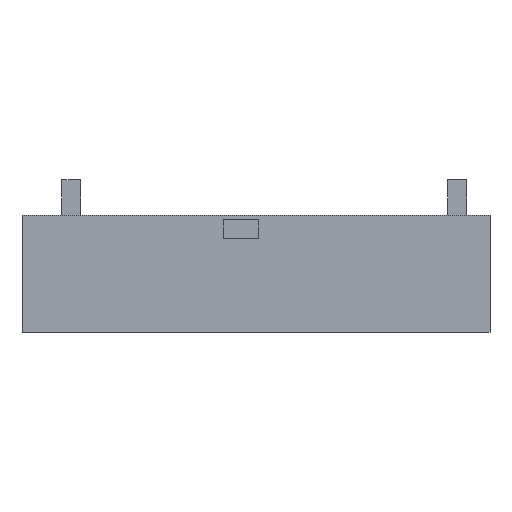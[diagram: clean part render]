
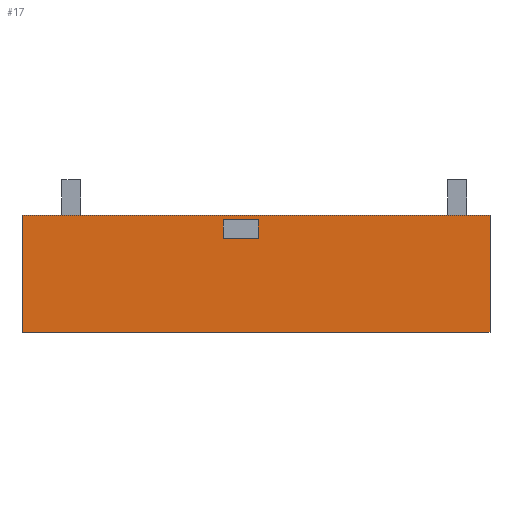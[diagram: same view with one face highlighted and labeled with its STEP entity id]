
A CAD part, left-side view. The second image highlights one B-rep face of the part: STEP entity #17.
In plain terms, the highlighted planar face has unit normal (-1, 0, 0).
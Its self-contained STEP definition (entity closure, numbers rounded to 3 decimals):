
#17 = ADVANCED_FACE('',(#18,#137),#32,.F.);
#18 = FACE_BOUND('',#19,.F.);
#19 = EDGE_LOOP('',(#20,#55,#83,#111));
#20 = ORIENTED_EDGE('',*,*,#21,.F.);
#21 = EDGE_CURVE('',#22,#24,#26,.T.);
#22 = VERTEX_POINT('',#23);
#23 = CARTESIAN_POINT('',(0.,0.,0.));
#24 = VERTEX_POINT('',#25);
#25 = CARTESIAN_POINT('',(0.,0.,3048.));
#26 = SURFACE_CURVE('',#27,(#31,#43),.PCURVE_S1.);
#27 = LINE('',#28,#29);
#28 = CARTESIAN_POINT('',(0.,0.,0.));
#29 = VECTOR('',#30,1.);
#30 = DIRECTION('',(0.,0.,1.));
#31 = PCURVE('',#32,#37);
#32 = PLANE('',#33);
#33 = AXIS2_PLACEMENT_3D('',#34,#35,#36);
#34 = CARTESIAN_POINT('',(0.,0.,0.));
#35 = DIRECTION('',(1.,0.,0.));
#36 = DIRECTION('',(0.,0.,1.));
#37 = DEFINITIONAL_REPRESENTATION('',(#38),#42);
#38 = LINE('',#39,#40);
#39 = CARTESIAN_POINT('',(0.,0.));
#40 = VECTOR('',#41,1.);
#41 = DIRECTION('',(1.,0.));
#42 = ( GEOMETRIC_REPRESENTATION_CONTEXT(2) 
PARAMETRIC_REPRESENTATION_CONTEXT() REPRESENTATION_CONTEXT('2D SPACE',''
  ) );
#43 = PCURVE('',#44,#49);
#44 = PLANE('',#45);
#45 = AXIS2_PLACEMENT_3D('',#46,#47,#48);
#46 = CARTESIAN_POINT('',(0.,0.,0.));
#47 = DIRECTION('',(0.,1.,0.));
#48 = DIRECTION('',(0.,0.,1.));
#49 = DEFINITIONAL_REPRESENTATION('',(#50),#54);
#50 = LINE('',#51,#52);
#51 = CARTESIAN_POINT('',(0.,0.));
#52 = VECTOR('',#53,1.);
#53 = DIRECTION('',(1.,0.));
#54 = ( GEOMETRIC_REPRESENTATION_CONTEXT(2) 
PARAMETRIC_REPRESENTATION_CONTEXT() REPRESENTATION_CONTEXT('2D SPACE',''
  ) );
#55 = ORIENTED_EDGE('',*,*,#56,.T.);
#56 = EDGE_CURVE('',#22,#57,#59,.T.);
#57 = VERTEX_POINT('',#58);
#58 = CARTESIAN_POINT('',(0.,12192.,0.));
#59 = SURFACE_CURVE('',#60,(#64,#71),.PCURVE_S1.);
#60 = LINE('',#61,#62);
#61 = CARTESIAN_POINT('',(0.,0.,0.));
#62 = VECTOR('',#63,1.);
#63 = DIRECTION('',(0.,1.,0.));
#64 = PCURVE('',#32,#65);
#65 = DEFINITIONAL_REPRESENTATION('',(#66),#70);
#66 = LINE('',#67,#68);
#67 = CARTESIAN_POINT('',(0.,0.));
#68 = VECTOR('',#69,1.);
#69 = DIRECTION('',(0.,-1.));
#70 = ( GEOMETRIC_REPRESENTATION_CONTEXT(2) 
PARAMETRIC_REPRESENTATION_CONTEXT() REPRESENTATION_CONTEXT('2D SPACE',''
  ) );
#71 = PCURVE('',#72,#77);
#72 = PLANE('',#73);
#73 = AXIS2_PLACEMENT_3D('',#74,#75,#76);
#74 = CARTESIAN_POINT('',(0.,0.,0.));
#75 = DIRECTION('',(0.,0.,1.));
#76 = DIRECTION('',(1.,0.,0.));
#77 = DEFINITIONAL_REPRESENTATION('',(#78),#82);
#78 = LINE('',#79,#80);
#79 = CARTESIAN_POINT('',(0.,0.));
#80 = VECTOR('',#81,1.);
#81 = DIRECTION('',(0.,1.));
#82 = ( GEOMETRIC_REPRESENTATION_CONTEXT(2) 
PARAMETRIC_REPRESENTATION_CONTEXT() REPRESENTATION_CONTEXT('2D SPACE',''
  ) );
#83 = ORIENTED_EDGE('',*,*,#84,.T.);
#84 = EDGE_CURVE('',#57,#85,#87,.T.);
#85 = VERTEX_POINT('',#86);
#86 = CARTESIAN_POINT('',(0.,12192.,3048.));
#87 = SURFACE_CURVE('',#88,(#92,#99),.PCURVE_S1.);
#88 = LINE('',#89,#90);
#89 = CARTESIAN_POINT('',(0.,12192.,0.));
#90 = VECTOR('',#91,1.);
#91 = DIRECTION('',(0.,0.,1.));
#92 = PCURVE('',#32,#93);
#93 = DEFINITIONAL_REPRESENTATION('',(#94),#98);
#94 = LINE('',#95,#96);
#95 = CARTESIAN_POINT('',(0.,-12192.));
#96 = VECTOR('',#97,1.);
#97 = DIRECTION('',(1.,0.));
#98 = ( GEOMETRIC_REPRESENTATION_CONTEXT(2) 
PARAMETRIC_REPRESENTATION_CONTEXT() REPRESENTATION_CONTEXT('2D SPACE',''
  ) );
#99 = PCURVE('',#100,#105);
#100 = PLANE('',#101);
#101 = AXIS2_PLACEMENT_3D('',#102,#103,#104);
#102 = CARTESIAN_POINT('',(0.,12192.,0.));
#103 = DIRECTION('',(0.,1.,0.));
#104 = DIRECTION('',(0.,0.,1.));
#105 = DEFINITIONAL_REPRESENTATION('',(#106),#110);
#106 = LINE('',#107,#108);
#107 = CARTESIAN_POINT('',(0.,0.));
#108 = VECTOR('',#109,1.);
#109 = DIRECTION('',(1.,0.));
#110 = ( GEOMETRIC_REPRESENTATION_CONTEXT(2) 
PARAMETRIC_REPRESENTATION_CONTEXT() REPRESENTATION_CONTEXT('2D SPACE',''
  ) );
#111 = ORIENTED_EDGE('',*,*,#112,.F.);
#112 = EDGE_CURVE('',#24,#85,#113,.T.);
#113 = SURFACE_CURVE('',#114,(#118,#125),.PCURVE_S1.);
#114 = LINE('',#115,#116);
#115 = CARTESIAN_POINT('',(0.,0.,3048.));
#116 = VECTOR('',#117,1.);
#117 = DIRECTION('',(0.,1.,0.));
#118 = PCURVE('',#32,#119);
#119 = DEFINITIONAL_REPRESENTATION('',(#120),#124);
#120 = LINE('',#121,#122);
#121 = CARTESIAN_POINT('',(3048.,0.));
#122 = VECTOR('',#123,1.);
#123 = DIRECTION('',(0.,-1.));
#124 = ( GEOMETRIC_REPRESENTATION_CONTEXT(2) 
PARAMETRIC_REPRESENTATION_CONTEXT() REPRESENTATION_CONTEXT('2D SPACE',''
  ) );
#125 = PCURVE('',#126,#131);
#126 = PLANE('',#127);
#127 = AXIS2_PLACEMENT_3D('',#128,#129,#130);
#128 = CARTESIAN_POINT('',(0.,0.,3048.));
#129 = DIRECTION('',(0.,0.,1.));
#130 = DIRECTION('',(1.,0.,0.));
#131 = DEFINITIONAL_REPRESENTATION('',(#132),#136);
#132 = LINE('',#133,#134);
#133 = CARTESIAN_POINT('',(0.,0.));
#134 = VECTOR('',#135,1.);
#135 = DIRECTION('',(0.,1.));
#136 = ( GEOMETRIC_REPRESENTATION_CONTEXT(2) 
PARAMETRIC_REPRESENTATION_CONTEXT() REPRESENTATION_CONTEXT('2D SPACE',''
  ) );
#137 = FACE_BOUND('',#138,.F.);
#138 = EDGE_LOOP('',(#139,#167,#193,#219));
#139 = ORIENTED_EDGE('',*,*,#140,.T.);
#140 = EDGE_CURVE('',#141,#143,#145,.T.);
#141 = VERTEX_POINT('',#142);
#142 = CARTESIAN_POINT('',(0.,6954.835,2438.4));
#143 = VERTEX_POINT('',#144);
#144 = CARTESIAN_POINT('',(0.,6040.435,2438.4));
#145 = SURFACE_CURVE('',#146,(#150,#156),.PCURVE_S1.);
#146 = LINE('',#147,#148);
#147 = CARTESIAN_POINT('',(0.,3020.217,2438.4));
#148 = VECTOR('',#149,1.);
#149 = DIRECTION('',(0.,-1.,0.));
#150 = PCURVE('',#32,#151);
#151 = DEFINITIONAL_REPRESENTATION('',(#152),#155);
#152 = B_SPLINE_CURVE_WITH_KNOTS('',1,(#153,#154),.UNSPECIFIED.,.F.,.F.,
  (2,2),(-4026.057,-2928.777),.PIECEWISE_BEZIER_KNOTS.);
#153 = CARTESIAN_POINT('',(2438.4,-7046.275));
#154 = CARTESIAN_POINT('',(2438.4,-5948.995));
#155 = ( GEOMETRIC_REPRESENTATION_CONTEXT(2) 
PARAMETRIC_REPRESENTATION_CONTEXT() REPRESENTATION_CONTEXT('2D SPACE',''
  ) );
#156 = PCURVE('',#157,#162);
#157 = PLANE('',#158);
#158 = AXIS2_PLACEMENT_3D('',#159,#160,#161);
#159 = CARTESIAN_POINT('',(-1524.,6040.435,2438.4));
#160 = DIRECTION('',(0.,0.,1.));
#161 = DIRECTION('',(1.,0.,0.));
#162 = DEFINITIONAL_REPRESENTATION('',(#163),#166);
#163 = B_SPLINE_CURVE_WITH_KNOTS('',1,(#164,#165),.UNSPECIFIED.,.F.,.F.,
  (2,2),(-4026.057,-2928.777),.PIECEWISE_BEZIER_KNOTS.);
#164 = CARTESIAN_POINT('',(1524.,1005.84));
#165 = CARTESIAN_POINT('',(1524.,-91.44));
#166 = ( GEOMETRIC_REPRESENTATION_CONTEXT(2) 
PARAMETRIC_REPRESENTATION_CONTEXT() REPRESENTATION_CONTEXT('2D SPACE',''
  ) );
#167 = ORIENTED_EDGE('',*,*,#168,.T.);
#168 = EDGE_CURVE('',#143,#169,#171,.T.);
#169 = VERTEX_POINT('',#170);
#170 = CARTESIAN_POINT('',(0.,6040.435,2926.08));
#171 = SURFACE_CURVE('',#172,(#176,#182),.PCURVE_S1.);
#172 = LINE('',#173,#174);
#173 = CARTESIAN_POINT('',(0.,6040.435,1219.2));
#174 = VECTOR('',#175,1.);
#175 = DIRECTION('',(0.,0.,1.));
#176 = PCURVE('',#32,#177);
#177 = DEFINITIONAL_REPRESENTATION('',(#178),#181);
#178 = B_SPLINE_CURVE_WITH_KNOTS('',1,(#179,#180),.UNSPECIFIED.,.F.,.F.,
  (2,2),(1170.432,1755.648),.PIECEWISE_BEZIER_KNOTS.);
#179 = CARTESIAN_POINT('',(2389.632,-6040.435));
#180 = CARTESIAN_POINT('',(2974.848,-6040.435));
#181 = ( GEOMETRIC_REPRESENTATION_CONTEXT(2) 
PARAMETRIC_REPRESENTATION_CONTEXT() REPRESENTATION_CONTEXT('2D SPACE',''
  ) );
#182 = PCURVE('',#183,#188);
#183 = PLANE('',#184);
#184 = AXIS2_PLACEMENT_3D('',#185,#186,#187);
#185 = CARTESIAN_POINT('',(-1524.,6040.435,2438.4));
#186 = DIRECTION('',(0.,1.,0.));
#187 = DIRECTION('',(0.,0.,1.));
#188 = DEFINITIONAL_REPRESENTATION('',(#189),#192);
#189 = B_SPLINE_CURVE_WITH_KNOTS('',1,(#190,#191),.UNSPECIFIED.,.F.,.F.,
  (2,2),(1170.432,1755.648),.PIECEWISE_BEZIER_KNOTS.);
#190 = CARTESIAN_POINT('',(-48.768,1524.));
#191 = CARTESIAN_POINT('',(536.448,1524.));
#192 = ( GEOMETRIC_REPRESENTATION_CONTEXT(2) 
PARAMETRIC_REPRESENTATION_CONTEXT() REPRESENTATION_CONTEXT('2D SPACE',''
  ) );
#193 = ORIENTED_EDGE('',*,*,#194,.F.);
#194 = EDGE_CURVE('',#195,#169,#197,.T.);
#195 = VERTEX_POINT('',#196);
#196 = CARTESIAN_POINT('',(0.,6954.835,2926.08));
#197 = SURFACE_CURVE('',#198,(#202,#208),.PCURVE_S1.);
#198 = LINE('',#199,#200);
#199 = CARTESIAN_POINT('',(0.,3020.217,2926.08));
#200 = VECTOR('',#201,1.);
#201 = DIRECTION('',(0.,-1.,0.));
#202 = PCURVE('',#32,#203);
#203 = DEFINITIONAL_REPRESENTATION('',(#204),#207);
#204 = B_SPLINE_CURVE_WITH_KNOTS('',1,(#205,#206),.UNSPECIFIED.,.F.,.F.,
  (2,2),(-4026.057,-2928.777),.PIECEWISE_BEZIER_KNOTS.);
#205 = CARTESIAN_POINT('',(2926.08,-7046.275));
#206 = CARTESIAN_POINT('',(2926.08,-5948.995));
#207 = ( GEOMETRIC_REPRESENTATION_CONTEXT(2) 
PARAMETRIC_REPRESENTATION_CONTEXT() REPRESENTATION_CONTEXT('2D SPACE',''
  ) );
#208 = PCURVE('',#209,#214);
#209 = PLANE('',#210);
#210 = AXIS2_PLACEMENT_3D('',#211,#212,#213);
#211 = CARTESIAN_POINT('',(-1524.,6040.435,2926.08));
#212 = DIRECTION('',(0.,0.,1.));
#213 = DIRECTION('',(1.,0.,0.));
#214 = DEFINITIONAL_REPRESENTATION('',(#215),#218);
#215 = B_SPLINE_CURVE_WITH_KNOTS('',1,(#216,#217),.UNSPECIFIED.,.F.,.F.,
  (2,2),(-4026.057,-2928.777),.PIECEWISE_BEZIER_KNOTS.);
#216 = CARTESIAN_POINT('',(1524.,1005.84));
#217 = CARTESIAN_POINT('',(1524.,-91.44));
#218 = ( GEOMETRIC_REPRESENTATION_CONTEXT(2) 
PARAMETRIC_REPRESENTATION_CONTEXT() REPRESENTATION_CONTEXT('2D SPACE',''
  ) );
#219 = ORIENTED_EDGE('',*,*,#220,.F.);
#220 = EDGE_CURVE('',#141,#195,#221,.T.);
#221 = SURFACE_CURVE('',#222,(#226,#232),.PCURVE_S1.);
#222 = LINE('',#223,#224);
#223 = CARTESIAN_POINT('',(0.,6954.835,1219.2));
#224 = VECTOR('',#225,1.);
#225 = DIRECTION('',(0.,0.,1.));
#226 = PCURVE('',#32,#227);
#227 = DEFINITIONAL_REPRESENTATION('',(#228),#231);
#228 = B_SPLINE_CURVE_WITH_KNOTS('',1,(#229,#230),.UNSPECIFIED.,.F.,.F.,
  (2,2),(1170.432,1755.648),.PIECEWISE_BEZIER_KNOTS.);
#229 = CARTESIAN_POINT('',(2389.632,-6954.835));
#230 = CARTESIAN_POINT('',(2974.848,-6954.835));
#231 = ( GEOMETRIC_REPRESENTATION_CONTEXT(2) 
PARAMETRIC_REPRESENTATION_CONTEXT() REPRESENTATION_CONTEXT('2D SPACE',''
  ) );
#232 = PCURVE('',#233,#238);
#233 = PLANE('',#234);
#234 = AXIS2_PLACEMENT_3D('',#235,#236,#237);
#235 = CARTESIAN_POINT('',(-1524.,6954.835,2438.4));
#236 = DIRECTION('',(0.,1.,0.));
#237 = DIRECTION('',(0.,0.,1.));
#238 = DEFINITIONAL_REPRESENTATION('',(#239),#242);
#239 = B_SPLINE_CURVE_WITH_KNOTS('',1,(#240,#241),.UNSPECIFIED.,.F.,.F.,
  (2,2),(1170.432,1755.648),.PIECEWISE_BEZIER_KNOTS.);
#240 = CARTESIAN_POINT('',(-48.768,1524.));
#241 = CARTESIAN_POINT('',(536.448,1524.));
#242 = ( GEOMETRIC_REPRESENTATION_CONTEXT(2) 
PARAMETRIC_REPRESENTATION_CONTEXT() REPRESENTATION_CONTEXT('2D SPACE',''
  ) );
